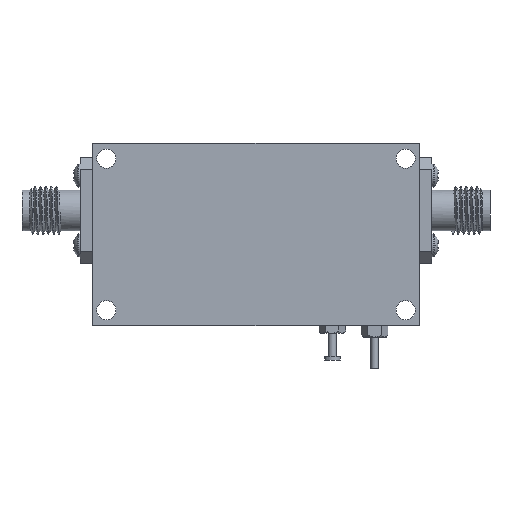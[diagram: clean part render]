
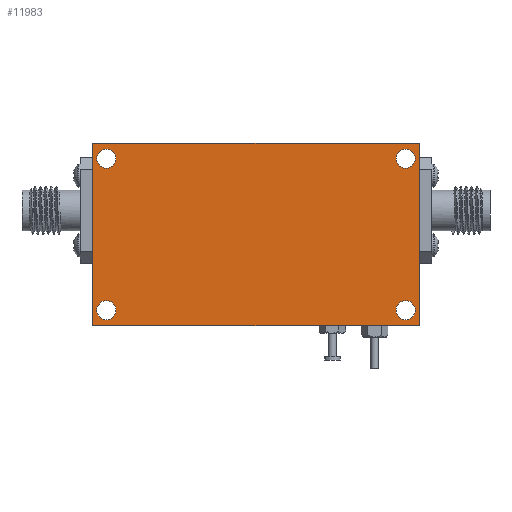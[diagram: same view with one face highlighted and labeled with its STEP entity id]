
A CAD part, front view. The second image highlights one B-rep face of the part: STEP entity #11983.
In plain terms, the highlighted planar face has unit normal (0, -1, 0).
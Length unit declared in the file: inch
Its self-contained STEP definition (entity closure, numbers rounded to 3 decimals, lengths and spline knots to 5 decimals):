
#182 = VERTEX_POINT ( 'NONE', #9513 ) ;
#527 = EDGE_LOOP ( 'NONE', ( #5606, #13733, #8024, #16500 ) ) ;
#586 = DIRECTION ( 'NONE',  ( 0., 0., 1. ) ) ;
#654 = DIRECTION ( 'NONE',  ( 0., 1., 0. ) ) ;
#928 = AXIS2_PLACEMENT_3D ( 'NONE', #19081, #21387, #2474 ) ;
#1076 = DIRECTION ( 'NONE',  ( 0., 1., 0. ) ) ;
#1363 = FACE_BOUND ( 'NONE', #13366, .T. ) ;
#2449 = EDGE_LOOP ( 'NONE', ( #11279, #27977 ) ) ;
#2474 = DIRECTION ( 'NONE',  ( 0., 0., 1. ) ) ;
#2739 = CARTESIAN_POINT ( 'NONE',  ( 0.78, -0.1875, -0.395 ) ) ;
#3069 = CARTESIAN_POINT ( 'NONE',  ( 0.78, -0.1875, 0.395 ) ) ;
#3433 = VERTEX_POINT ( 'NONE', #8876 ) ;
#4291 = CIRCLE ( 'NONE', #22255, 0.05 ) ;
#4884 = VERTEX_POINT ( 'NONE', #20469 ) ;
#5411 = DIRECTION ( 'NONE',  ( 0., 1., 0. ) ) ;
#5606 = ORIENTED_EDGE ( 'NONE', *, *, #28324, .F. ) ;
#5766 = AXIS2_PLACEMENT_3D ( 'NONE', #24729, #5411, #10081 ) ;
#5861 = ORIENTED_EDGE ( 'NONE', *, *, #15367, .T. ) ;
#5902 = VERTEX_POINT ( 'NONE', #28362 ) ;
#6379 = EDGE_CURVE ( 'NONE', #14912, #8459, #29093, .T. ) ;
#6449 = AXIS2_PLACEMENT_3D ( 'NONE', #15533, #24986, #13170 ) ;
#7698 = CARTESIAN_POINT ( 'NONE',  ( -0.85, -0.1875, 0.475 ) ) ;
#8024 = ORIENTED_EDGE ( 'NONE', *, *, #6379, .F. ) ;
#8459 = VERTEX_POINT ( 'NONE', #28005 ) ;
#8650 = CARTESIAN_POINT ( 'NONE',  ( 0., -0.1875, 0. ) ) ;
#8876 = CARTESIAN_POINT ( 'NONE',  ( 0.85, -0.1875, -0.475 ) ) ;
#9251 = LINE ( 'NONE', #11479, #18821 ) ;
#9513 = CARTESIAN_POINT ( 'NONE',  ( 0.78, -0.1875, -0.345 ) ) ;
#9753 = ORIENTED_EDGE ( 'NONE', *, *, #17627, .T. ) ;
#10081 = DIRECTION ( 'NONE',  ( 0., 0., 1. ) ) ;
#10507 = CIRCLE ( 'NONE', #11007, 0.05 ) ;
#10572 = EDGE_CURVE ( 'NONE', #27949, #12620, #25320, .T. ) ;
#11007 = AXIS2_PLACEMENT_3D ( 'NONE', #22046, #654, #28575 ) ;
#11177 = VERTEX_POINT ( 'NONE', #21557 ) ;
#11279 = ORIENTED_EDGE ( 'NONE', *, *, #29556, .T. ) ;
#11353 = FACE_BOUND ( 'NONE', #24444, .T. ) ;
#11479 = CARTESIAN_POINT ( 'NONE',  ( -0.85, -0.1875, -0.475 ) ) ;
#11505 = CARTESIAN_POINT ( 'NONE',  ( -0.85, -0.1875, -0.475 ) ) ;
#11983 = ADVANCED_FACE ( 'NONE', ( #25534, #1363, #27865, #11353, #20565 ), #20878, .T. ) ;
#12324 = CARTESIAN_POINT ( 'NONE',  ( 0.78, -0.1875, -0.395 ) ) ;
#12395 = AXIS2_PLACEMENT_3D ( 'NONE', #12324, #17195, #16740 ) ;
#12620 = VERTEX_POINT ( 'NONE', #30731 ) ;
#12742 = DIRECTION ( 'NONE',  ( 0., 1., 0. ) ) ;
#13170 = DIRECTION ( 'NONE',  ( 0., 0., 1. ) ) ;
#13366 = EDGE_LOOP ( 'NONE', ( #21017, #20210 ) ) ;
#13552 = AXIS2_PLACEMENT_3D ( 'NONE', #2739, #12742, #586 ) ;
#13733 = ORIENTED_EDGE ( 'NONE', *, *, #25738, .F. ) ;
#13927 = VECTOR ( 'NONE', #14201, 39.37008 ) ;
#14201 = DIRECTION ( 'NONE',  ( 0., 0., -1. ) ) ;
#14912 = VERTEX_POINT ( 'NONE', #11505 ) ;
#15007 = CARTESIAN_POINT ( 'NONE',  ( -0.78, -0.1875, 0.395 ) ) ;
#15367 = EDGE_CURVE ( 'NONE', #182, #25686, #23844, .T. ) ;
#15455 = DIRECTION ( 'NONE',  ( 0., 0., 1. ) ) ;
#15533 = CARTESIAN_POINT ( 'NONE',  ( 0.78, -0.1875, 0.395 ) ) ;
#15934 = CARTESIAN_POINT ( 'NONE',  ( 0.78, -0.1875, -0.445 ) ) ;
#16500 = ORIENTED_EDGE ( 'NONE', *, *, #16802, .F. ) ;
#16652 = EDGE_LOOP ( 'NONE', ( #9753, #28049 ) ) ;
#16656 = ORIENTED_EDGE ( 'NONE', *, *, #21087, .T. ) ;
#16698 = LINE ( 'NONE', #23518, #13927 ) ;
#16740 = DIRECTION ( 'NONE',  ( 0., 0., 1. ) ) ;
#16802 = EDGE_CURVE ( 'NONE', #3433, #14912, #9251, .T. ) ;
#17195 = DIRECTION ( 'NONE',  ( 0., 1., 0. ) ) ;
#17282 = DIRECTION ( 'NONE',  ( 0., 0., 1. ) ) ;
#17627 = EDGE_CURVE ( 'NONE', #17707, #5902, #19301, .T. ) ;
#17683 = EDGE_CURVE ( 'NONE', #28072, #4884, #4291, .T. ) ;
#17707 = VERTEX_POINT ( 'NONE', #26940 ) ;
#18222 = DIRECTION ( 'NONE',  ( 0., 0., -1. ) ) ;
#18821 = VECTOR ( 'NONE', #18848, 39.37008 ) ;
#18848 = DIRECTION ( 'NONE',  ( -1., 0., 0. ) ) ;
#19081 = CARTESIAN_POINT ( 'NONE',  ( -0.78, -0.1875, -0.395 ) ) ;
#19301 = CIRCLE ( 'NONE', #5766, 0.05 ) ;
#19421 = VECTOR ( 'NONE', #17282, 39.37008 ) ;
#19903 = AXIS2_PLACEMENT_3D ( 'NONE', #15007, #1076, #15455 ) ;
#20007 = CIRCLE ( 'NONE', #13552, 0.05 ) ;
#20102 = DIRECTION ( 'NONE',  ( 0., 1., 0. ) ) ;
#20210 = ORIENTED_EDGE ( 'NONE', *, *, #10572, .T. ) ;
#20302 = EDGE_CURVE ( 'NONE', #5902, #17707, #24796, .T. ) ;
#20469 = CARTESIAN_POINT ( 'NONE',  ( 0.78, -0.1875, 0.445 ) ) ;
#20565 = FACE_OUTER_BOUND ( 'NONE', #527, .T. ) ;
#20710 = DIRECTION ( 'NONE',  ( 0., -1., 0. ) ) ;
#20878 = PLANE ( 'NONE',  #24433 ) ;
#20887 = EDGE_CURVE ( 'NONE', #12620, #27949, #10507, .T. ) ;
#21017 = ORIENTED_EDGE ( 'NONE', *, *, #20887, .T. ) ;
#21087 = EDGE_CURVE ( 'NONE', #25686, #182, #20007, .T. ) ;
#21387 = DIRECTION ( 'NONE',  ( 0., 1., 0. ) ) ;
#21557 = CARTESIAN_POINT ( 'NONE',  ( 0.85, -0.1875, 0.475 ) ) ;
#22046 = CARTESIAN_POINT ( 'NONE',  ( -0.78, -0.1875, 0.395 ) ) ;
#22255 = AXIS2_PLACEMENT_3D ( 'NONE', #3069, #20102, #29263 ) ;
#23214 = DIRECTION ( 'NONE',  ( 1., 0., 0. ) ) ;
#23518 = CARTESIAN_POINT ( 'NONE',  ( 0.85, -0.1875, 0.475 ) ) ;
#23844 = CIRCLE ( 'NONE', #12395, 0.05 ) ;
#24433 = AXIS2_PLACEMENT_3D ( 'NONE', #8650, #20710, #18222 ) ;
#24444 = EDGE_LOOP ( 'NONE', ( #5861, #16656 ) ) ;
#24729 = CARTESIAN_POINT ( 'NONE',  ( -0.78, -0.1875, -0.395 ) ) ;
#24796 = CIRCLE ( 'NONE', #928, 0.05 ) ;
#24986 = DIRECTION ( 'NONE',  ( 0., 1., 0. ) ) ;
#25320 = CIRCLE ( 'NONE', #19903, 0.05 ) ;
#25409 = LINE ( 'NONE', #28057, #27728 ) ;
#25534 = FACE_BOUND ( 'NONE', #16652, .T. ) ;
#25686 = VERTEX_POINT ( 'NONE', #15934 ) ;
#25738 = EDGE_CURVE ( 'NONE', #8459, #11177, #25409, .T. ) ;
#26472 = CARTESIAN_POINT ( 'NONE',  ( 0.78, -0.1875, 0.345 ) ) ;
#26940 = CARTESIAN_POINT ( 'NONE',  ( -0.78, -0.1875, -0.345 ) ) ;
#27728 = VECTOR ( 'NONE', #23214, 39.37008 ) ;
#27865 = FACE_BOUND ( 'NONE', #2449, .T. ) ;
#27949 = VERTEX_POINT ( 'NONE', #28510 ) ;
#27977 = ORIENTED_EDGE ( 'NONE', *, *, #17683, .T. ) ;
#28005 = CARTESIAN_POINT ( 'NONE',  ( -0.85, -0.1875, 0.475 ) ) ;
#28049 = ORIENTED_EDGE ( 'NONE', *, *, #20302, .T. ) ;
#28057 = CARTESIAN_POINT ( 'NONE',  ( -0.85, -0.1875, 0.475 ) ) ;
#28072 = VERTEX_POINT ( 'NONE', #26472 ) ;
#28324 = EDGE_CURVE ( 'NONE', #11177, #3433, #16698, .T. ) ;
#28362 = CARTESIAN_POINT ( 'NONE',  ( -0.78, -0.1875, -0.445 ) ) ;
#28510 = CARTESIAN_POINT ( 'NONE',  ( -0.78, -0.1875, 0.345 ) ) ;
#28575 = DIRECTION ( 'NONE',  ( 0., 0., 1. ) ) ;
#28898 = CIRCLE ( 'NONE', #6449, 0.05 ) ;
#29093 = LINE ( 'NONE', #7698, #19421 ) ;
#29263 = DIRECTION ( 'NONE',  ( 0., 0., 1. ) ) ;
#29556 = EDGE_CURVE ( 'NONE', #4884, #28072, #28898, .T. ) ;
#30731 = CARTESIAN_POINT ( 'NONE',  ( -0.78, -0.1875, 0.445 ) ) ;
